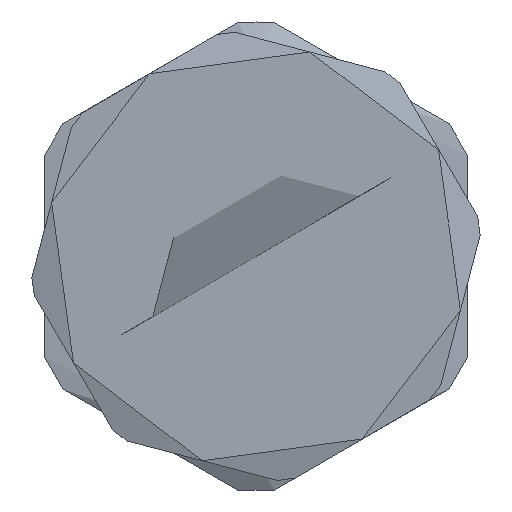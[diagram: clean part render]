
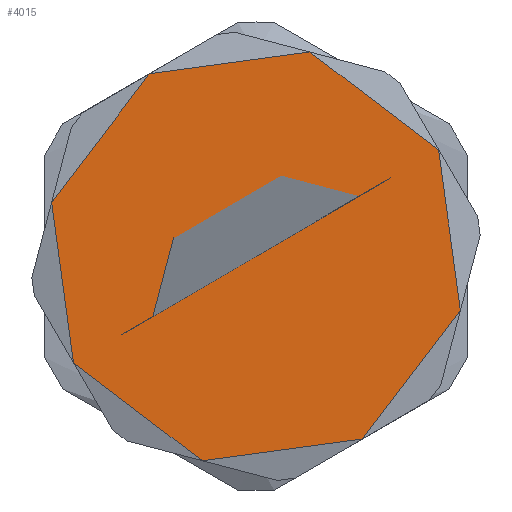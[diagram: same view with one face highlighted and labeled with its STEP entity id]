
A CAD part, left-side view. The second image highlights one B-rep face of the part: STEP entity #4015.
In plain terms, the highlighted free-form (B-spline) face has degree [1, 1] with [2, 2] control points.
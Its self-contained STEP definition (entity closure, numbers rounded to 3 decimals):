
#3022 = VERTEX_POINT('',#3023);
#3023 = CARTESIAN_POINT('',(-16.263,20.,-16.263));
#3061 = VERTEX_POINT('',#3062);
#3062 = CARTESIAN_POINT('',(16.263,20.,-16.263));
#3115 = VERTEX_POINT('',#3116);
#3116 = CARTESIAN_POINT('',(16.263,20.,16.263));
#3184 = VERTEX_POINT('',#3185);
#3185 = CARTESIAN_POINT('',(-23.,20.,0.));
#3238 = VERTEX_POINT('',#3239);
#3239 = CARTESIAN_POINT('',(-16.263,20.,16.263));
#3277 = VERTEX_POINT('',#3278);
#3278 = CARTESIAN_POINT('',(23.,20.,0.));
#3346 = VERTEX_POINT('',#3347);
#3347 = CARTESIAN_POINT('',(0.,20.,-23.));
#3385 = VERTEX_POINT('',#3386);
#3386 = CARTESIAN_POINT('',(0.,20.,23.));
#3437 = EDGE_CURVE('',#3238,#3385,#3438,.T.);
#3438 = ( BOUNDED_CURVE() B_SPLINE_CURVE(2,(#3439,#3440,#3441),
.UNSPECIFIED.,.F.,.F.) B_SPLINE_CURVE_WITH_KNOTS((3,3),(0.785,
1.571),.PIECEWISE_BEZIER_KNOTS.) CURVE() 
GEOMETRIC_REPRESENTATION_ITEM() RATIONAL_B_SPLINE_CURVE((1.,
0.924,1.)) REPRESENTATION_ITEM('') );
#3439 = CARTESIAN_POINT('',(-16.263,20.,16.263));
#3440 = CARTESIAN_POINT('',(-9.527,20.,23.));
#3441 = CARTESIAN_POINT('',(0.,20.,23.));
#3461 = EDGE_CURVE('',#3184,#3238,#3462,.T.);
#3462 = ( BOUNDED_CURVE() B_SPLINE_CURVE(2,(#3463,#3464,#3465),
.UNSPECIFIED.,.F.,.F.) B_SPLINE_CURVE_WITH_KNOTS((3,3),(0.,
0.785),.PIECEWISE_BEZIER_KNOTS.) CURVE() 
GEOMETRIC_REPRESENTATION_ITEM() RATIONAL_B_SPLINE_CURVE((1.,
0.924,1.)) REPRESENTATION_ITEM('') );
#3463 = CARTESIAN_POINT('',(-23.,20.,0.));
#3464 = CARTESIAN_POINT('',(-23.,20.,9.527));
#3465 = CARTESIAN_POINT('',(-16.263,20.,16.263));
#3485 = EDGE_CURVE('',#3022,#3184,#3486,.T.);
#3486 = ( BOUNDED_CURVE() B_SPLINE_CURVE(2,(#3487,#3488,#3489),
.UNSPECIFIED.,.F.,.F.) B_SPLINE_CURVE_WITH_KNOTS((3,3),(5.498,
6.283),.PIECEWISE_BEZIER_KNOTS.) CURVE() 
GEOMETRIC_REPRESENTATION_ITEM() RATIONAL_B_SPLINE_CURVE((1.,
0.924,1.)) REPRESENTATION_ITEM('') );
#3487 = CARTESIAN_POINT('',(-16.263,20.,-16.263));
#3488 = CARTESIAN_POINT('',(-23.,20.,-9.527));
#3489 = CARTESIAN_POINT('',(-23.,20.,0.));
#3516 = EDGE_CURVE('',#3385,#3115,#3517,.T.);
#3517 = ( BOUNDED_CURVE() B_SPLINE_CURVE(2,(#3518,#3519,#3520),
.UNSPECIFIED.,.F.,.F.) B_SPLINE_CURVE_WITH_KNOTS((3,3),(1.571,
2.356),.PIECEWISE_BEZIER_KNOTS.) CURVE() 
GEOMETRIC_REPRESENTATION_ITEM() RATIONAL_B_SPLINE_CURVE((1.,
0.924,1.)) REPRESENTATION_ITEM('') );
#3518 = CARTESIAN_POINT('',(0.,20.,23.));
#3519 = CARTESIAN_POINT('',(9.527,20.,23.));
#3520 = CARTESIAN_POINT('',(16.263,20.,16.263));
#3533 = EDGE_CURVE('',#3115,#3277,#3534,.T.);
#3534 = ( BOUNDED_CURVE() B_SPLINE_CURVE(2,(#3535,#3536,#3537),
.UNSPECIFIED.,.F.,.F.) B_SPLINE_CURVE_WITH_KNOTS((3,3),(2.356,
3.142),.PIECEWISE_BEZIER_KNOTS.) CURVE() 
GEOMETRIC_REPRESENTATION_ITEM() RATIONAL_B_SPLINE_CURVE((1.,
0.924,1.)) REPRESENTATION_ITEM('') );
#3535 = CARTESIAN_POINT('',(16.263,20.,16.263));
#3536 = CARTESIAN_POINT('',(23.,20.,9.527));
#3537 = CARTESIAN_POINT('',(23.,20.,0.));
#3564 = EDGE_CURVE('',#3277,#3061,#3565,.T.);
#3565 = ( BOUNDED_CURVE() B_SPLINE_CURVE(2,(#3566,#3567,#3568),
.UNSPECIFIED.,.F.,.F.) B_SPLINE_CURVE_WITH_KNOTS((3,3),(3.142,
3.927),.PIECEWISE_BEZIER_KNOTS.) CURVE() 
GEOMETRIC_REPRESENTATION_ITEM() RATIONAL_B_SPLINE_CURVE((1.,
0.924,1.)) REPRESENTATION_ITEM('') );
#3566 = CARTESIAN_POINT('',(23.,20.,0.));
#3567 = CARTESIAN_POINT('',(23.,20.,-9.527));
#3568 = CARTESIAN_POINT('',(16.263,20.,-16.263));
#3581 = EDGE_CURVE('',#3061,#3346,#3582,.T.);
#3582 = ( BOUNDED_CURVE() B_SPLINE_CURVE(2,(#3583,#3584,#3585),
.UNSPECIFIED.,.F.,.F.) B_SPLINE_CURVE_WITH_KNOTS((3,3),(3.927,
4.712),.PIECEWISE_BEZIER_KNOTS.) CURVE() 
GEOMETRIC_REPRESENTATION_ITEM() RATIONAL_B_SPLINE_CURVE((1.,
0.924,1.)) REPRESENTATION_ITEM('') );
#3583 = CARTESIAN_POINT('',(16.263,20.,-16.263));
#3584 = CARTESIAN_POINT('',(9.527,20.,-23.));
#3585 = CARTESIAN_POINT('',(0.,20.,-23.));
#3969 = EDGE_CURVE('',#3970,#3972,#3974,.T.);
#3970 = VERTEX_POINT('',#3971);
#3971 = CARTESIAN_POINT('',(-16.925,20.,0.));
#3972 = VERTEX_POINT('',#3973);
#3973 = CARTESIAN_POINT('',(16.925,20.,0.));
#3974 = ( BOUNDED_CURVE() B_SPLINE_CURVE(2,(#3975,#3976,#3977,#3978,
#3979),.UNSPECIFIED.,.F.,.F.) B_SPLINE_CURVE_WITH_KNOTS((3,2,3),(0.,
1.571,3.142),.UNSPECIFIED.) CURVE() 
GEOMETRIC_REPRESENTATION_ITEM() RATIONAL_B_SPLINE_CURVE((1.,
0.707,1.,0.707,1.)) REPRESENTATION_ITEM('') );
#3975 = CARTESIAN_POINT('',(-16.925,20.,0.));
#3976 = CARTESIAN_POINT('',(-16.925,20.,16.925));
#3977 = CARTESIAN_POINT('',(0.,20.,16.925));
#3978 = CARTESIAN_POINT('',(16.925,20.,16.925));
#3979 = CARTESIAN_POINT('',(16.925,20.,0.));
#3981 = EDGE_CURVE('',#3972,#3970,#3982,.T.);
#3982 = ( BOUNDED_CURVE() B_SPLINE_CURVE(2,(#3983,#3984,#3985,#3986,
#3987),.UNSPECIFIED.,.F.,.F.) B_SPLINE_CURVE_WITH_KNOTS((3,2,3),(
    3.142,4.712,6.283),
.PIECEWISE_BEZIER_KNOTS.) CURVE() GEOMETRIC_REPRESENTATION_ITEM() 
RATIONAL_B_SPLINE_CURVE((1.,0.707,1.,0.707,1.)) 
REPRESENTATION_ITEM('') );
#3983 = CARTESIAN_POINT('',(16.925,20.,0.));
#3984 = CARTESIAN_POINT('',(16.925,20.,-16.925));
#3985 = CARTESIAN_POINT('',(0.,20.,-16.925));
#3986 = CARTESIAN_POINT('',(-16.925,20.,-16.925));
#3987 = CARTESIAN_POINT('',(-16.925,20.,0.));
#4015 = ADVANCED_FACE('',(#4016,#4031),#4035,.T.);
#4016 = FACE_BOUND('',#4017,.T.);
#4017 = EDGE_LOOP('',(#4018,#4019,#4020,#4026,#4027,#4028,#4029,#4030));
#4018 = ORIENTED_EDGE('',*,*,#3461,.F.);
#4019 = ORIENTED_EDGE('',*,*,#3485,.F.);
#4020 = ORIENTED_EDGE('',*,*,#4021,.F.);
#4021 = EDGE_CURVE('',#3346,#3022,#4022,.T.);
#4022 = ( BOUNDED_CURVE() B_SPLINE_CURVE(2,(#4023,#4024,#4025),
.UNSPECIFIED.,.F.,.F.) B_SPLINE_CURVE_WITH_KNOTS((3,3),(4.712,
5.498),.PIECEWISE_BEZIER_KNOTS.) CURVE() 
GEOMETRIC_REPRESENTATION_ITEM() RATIONAL_B_SPLINE_CURVE((1.,
0.924,1.)) REPRESENTATION_ITEM('') );
#4023 = CARTESIAN_POINT('',(0.,20.,-23.));
#4024 = CARTESIAN_POINT('',(-9.527,20.,-23.));
#4025 = CARTESIAN_POINT('',(-16.263,20.,-16.263));
#4026 = ORIENTED_EDGE('',*,*,#3581,.F.);
#4027 = ORIENTED_EDGE('',*,*,#3564,.F.);
#4028 = ORIENTED_EDGE('',*,*,#3533,.F.);
#4029 = ORIENTED_EDGE('',*,*,#3516,.F.);
#4030 = ORIENTED_EDGE('',*,*,#3437,.F.);
#4031 = FACE_BOUND('',#4032,.T.);
#4032 = EDGE_LOOP('',(#4033,#4034));
#4033 = ORIENTED_EDGE('',*,*,#3969,.T.);
#4034 = ORIENTED_EDGE('',*,*,#3981,.T.);
#4035 = B_SPLINE_SURFACE_WITH_KNOTS('',1,1,(
    (#4036,#4037)
    ,(#4038,#4039
  )),.UNSPECIFIED.,.F.,.F.,.F.,(2,2),(2,2),(-2.301,2.301),(
    -0.305,4.297),.PIECEWISE_BEZIER_KNOTS.);
#4036 = CARTESIAN_POINT('',(-23.01,20.,23.01));
#4037 = CARTESIAN_POINT('',(23.01,20.,23.01));
#4038 = CARTESIAN_POINT('',(-23.01,20.,-23.01));
#4039 = CARTESIAN_POINT('',(23.01,20.,-23.01));
